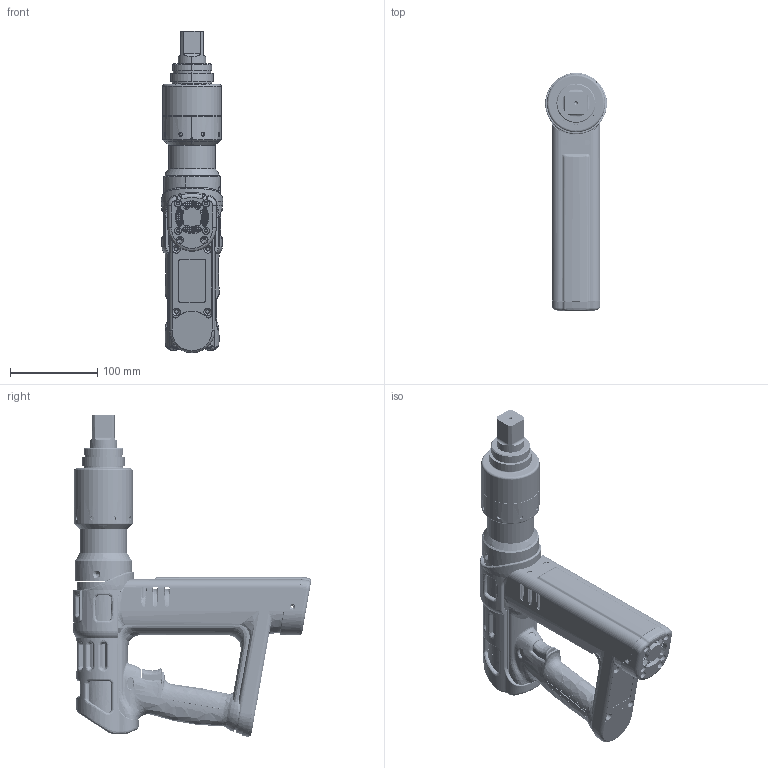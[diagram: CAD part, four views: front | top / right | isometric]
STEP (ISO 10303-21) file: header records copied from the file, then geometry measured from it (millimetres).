
FILE_DESCRIPTION((''),'2;1');
FILE_NAME('EXT_COMP_SW0004','2020-04-20T23:47:27',('INEdipo'),(''),'CREO PARAMETRIC BY PTC INC, 2018100','CREO PARAMETRIC BY PTC INC, 2018100','');
FILE_SCHEMA(('CONFIG_CONTROL_DESIGN','SHAPE_APPEARANCE_LAYERS_GROUPS'));
Length unit declared in the file: inch
Products named in the file (1): EXT_COMP_SW0004
Bounding box: 70.93 x 273.55 x 369.15 mm (x, y, z)
Volume: 672567.7 mm3; surface area: 323748.7 mm2
Topology: 6 solids, 8 shells, 4769 faces, 12666 edges, 7589 vertices
Faces by surface type: bspline 1195, plane 1147, cylinder 1115, extrusion 1013, cone 160, torus 121, sphere 17, revolution 1
Entity records: 238988 total; most frequent: CARTESIAN_POINT 119350, ORIENTED_EDGE 25304, DIRECTION 15978, EDGE_CURVE 12652, VERTEX_POINT 7589, B_SPLINE_CURVE_WITH_KNOTS 6703, AXIS2_PLACEMENT_3D 5440, VECTOR 5097
